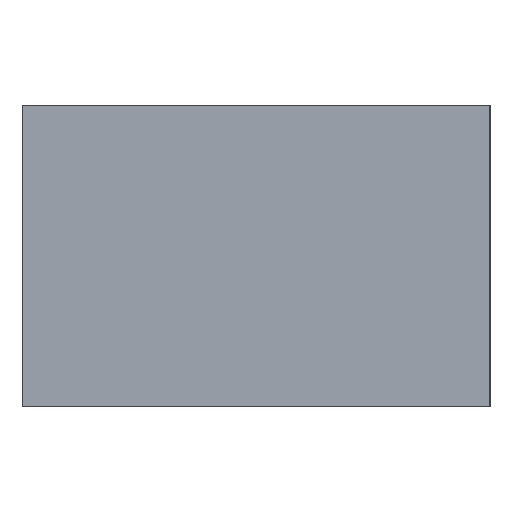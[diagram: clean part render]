
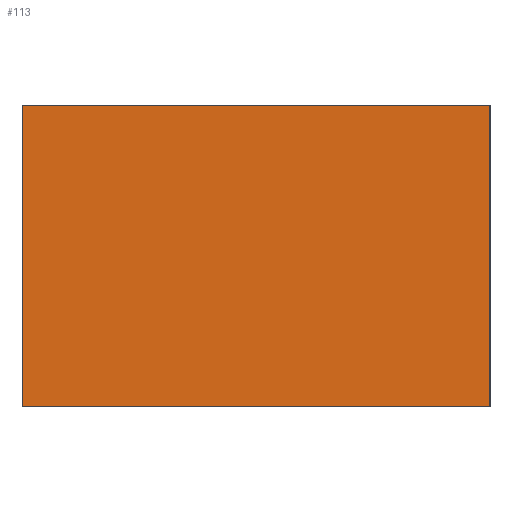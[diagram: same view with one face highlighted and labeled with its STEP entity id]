
A CAD part, left-side view. The second image highlights one B-rep face of the part: STEP entity #113.
In plain terms, the highlighted planar face has unit normal (-1, 0, 0).
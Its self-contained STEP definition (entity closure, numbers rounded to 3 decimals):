
#100 = ORIENTED_EDGE ( 'NONE', *, *, #101, .F. ) ;
#101 = EDGE_CURVE ( 'NONE', #624, #586, #6133, .T. ) ;
#113 = ADVANCED_FACE ( 'NONE', ( #6888 ), #6883, .T. ) ;
#155 = ORIENTED_EDGE ( 'NONE', *, *, #623, .F. ) ;
#163 = EDGE_LOOP ( 'NONE', ( #155, #164, #165, #100 ) ) ;
#164 = ORIENTED_EDGE ( 'NONE', *, *, #639, .F. ) ;
#165 = ORIENTED_EDGE ( 'NONE', *, *, #588, .F. ) ;
#528 = VERTEX_POINT ( 'NONE', #1534 ) ;
#586 = VERTEX_POINT ( 'NONE', #1622 ) ;
#588 = EDGE_CURVE ( 'NONE', #586, #528, #1620, .T. ) ;
#621 = VERTEX_POINT ( 'NONE', #1726 ) ;
#623 = EDGE_CURVE ( 'NONE', #621, #624, #1725, .T. ) ;
#624 = VERTEX_POINT ( 'NONE', #1721 ) ;
#639 = EDGE_CURVE ( 'NONE', #528, #621, #1739, .T. ) ;
#1406 = DIRECTION ( 'NONE',  ( 0., 1., 0. ) ) ;
#1534 = CARTESIAN_POINT ( 'NONE',  ( -13., 28., -9. ) ) ;
#1618 = VECTOR ( 'NONE', #1406, 1000. ) ;
#1619 = CARTESIAN_POINT ( 'NONE',  ( -13., 0., -9. ) ) ;
#1620 = LINE ( 'NONE', #1619, #1618 ) ;
#1622 = CARTESIAN_POINT ( 'NONE',  ( -13., 0., -9. ) ) ;
#1721 = CARTESIAN_POINT ( 'NONE',  ( -13., 0., 9. ) ) ;
#1722 = DIRECTION ( 'NONE',  ( 0., -1., 0. ) ) ;
#1723 = VECTOR ( 'NONE', #1722, 1000. ) ;
#1724 = CARTESIAN_POINT ( 'NONE',  ( -13., 0., 9. ) ) ;
#1725 = LINE ( 'NONE', #1724, #1723 ) ;
#1726 = CARTESIAN_POINT ( 'NONE',  ( -13., 28., 9. ) ) ;
#1736 = DIRECTION ( 'NONE',  ( 0., 0., 1. ) ) ;
#1737 = VECTOR ( 'NONE', #1736, 1000. ) ;
#1738 = CARTESIAN_POINT ( 'NONE',  ( -13., 28., 9. ) ) ;
#1739 = LINE ( 'NONE', #1738, #1737 ) ;
#6130 = DIRECTION ( 'NONE',  ( 0., 0., -1. ) ) ;
#6131 = VECTOR ( 'NONE', #6130, 1000. ) ;
#6132 = CARTESIAN_POINT ( 'NONE',  ( -13., 0., 9. ) ) ;
#6133 = LINE ( 'NONE', #6132, #6131 ) ;
#6879 = DIRECTION ( 'NONE',  ( 0., 0., 1. ) ) ;
#6880 = DIRECTION ( 'NONE',  ( -1., 0., 0. ) ) ;
#6881 = AXIS2_PLACEMENT_3D ( 'NONE', #6882, #6880, #6879 ) ;
#6882 = CARTESIAN_POINT ( 'NONE',  ( -13., 28., 9. ) ) ;
#6883 = PLANE ( 'NONE',  #6881 ) ;
#6888 = FACE_OUTER_BOUND ( 'NONE', #163, .T. ) ;
